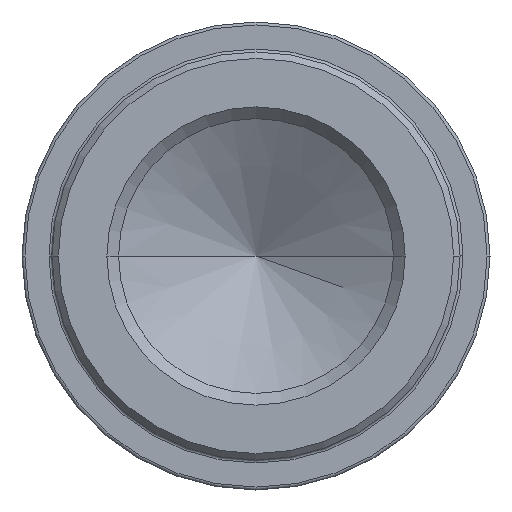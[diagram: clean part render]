
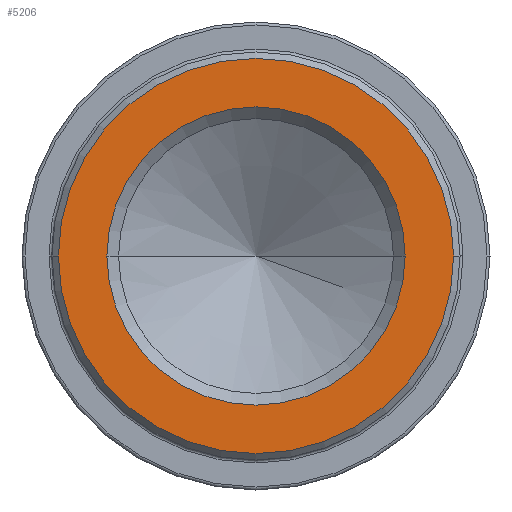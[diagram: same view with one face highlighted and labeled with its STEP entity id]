
A CAD part, front view. The second image highlights one B-rep face of the part: STEP entity #5206.
In plain terms, the highlighted planar face has unit normal (0, -1, 0).
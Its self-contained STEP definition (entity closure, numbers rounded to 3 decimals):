
#271=CARTESIAN_POINT('',(0.,-11.6,0.));
#272=DIRECTION('',(0.,-1.,0.));
#273=DIRECTION('',(1.,0.,0.));
#274=AXIS2_PLACEMENT_3D('',#271,#272,#273);
#276=CARTESIAN_POINT('',(0.,-11.6,0.));
#277=DIRECTION('',(0.,-1.,0.));
#278=DIRECTION('',(-1.,0.,0.));
#279=AXIS2_PLACEMENT_3D('',#276,#277,#278);
#281=CARTESIAN_POINT('',(0.,-11.6,0.));
#282=DIRECTION('',(0.,1.,0.));
#283=DIRECTION('',(-1.,0.,0.));
#284=AXIS2_PLACEMENT_3D('',#281,#282,#283);
#286=CARTESIAN_POINT('',(0.,-11.6,0.));
#287=DIRECTION('',(0.,1.,0.));
#288=DIRECTION('',(1.,0.,0.));
#289=AXIS2_PLACEMENT_3D('',#286,#287,#288);
#4275=CARTESIAN_POINT('',(3.365,-11.6,0.));
#4276=CARTESIAN_POINT('',(-3.365,-11.6,0.));
#4277=VERTEX_POINT('',#4275);
#4278=VERTEX_POINT('',#4276);
#4289=CARTESIAN_POINT('',(-2.54,-11.6,0.));
#4290=CARTESIAN_POINT('',(2.54,-11.6,0.));
#4291=VERTEX_POINT('',#4289);
#4292=VERTEX_POINT('',#4290);
#5190=CARTESIAN_POINT('',(0.,-11.6,0.));
#5191=DIRECTION('',(0.,-1.,0.));
#5192=DIRECTION('',(-1.,0.,0.));
#5193=AXIS2_PLACEMENT_3D('',#5190,#5191,#5192);
#5194=PLANE('',#5193);
#5196=ORIENTED_EDGE('',*,*,#5195,.F.);
#5197=ORIENTED_EDGE('',*,*,#5180,.F.);
#5198=EDGE_LOOP('',(#5196,#5197));
#5199=FACE_OUTER_BOUND('',#5198,.F.);
#5201=ORIENTED_EDGE('',*,*,#5200,.F.);
#5203=ORIENTED_EDGE('',*,*,#5202,.F.);
#5204=EDGE_LOOP('',(#5201,#5203));
#5205=FACE_BOUND('',#5204,.F.);
#5206=ADVANCED_FACE('',(#5199,#5205),#5194,.T.);
#275=CIRCLE('',#274,3.365);
#280=CIRCLE('',#279,3.365);
#285=CIRCLE('',#284,2.54);
#290=CIRCLE('',#289,2.54);
#5180=EDGE_CURVE('',#4278,#4277,#280,.T.);
#5195=EDGE_CURVE('',#4277,#4278,#275,.T.);
#5200=EDGE_CURVE('',#4291,#4292,#285,.T.);
#5202=EDGE_CURVE('',#4292,#4291,#290,.T.);
